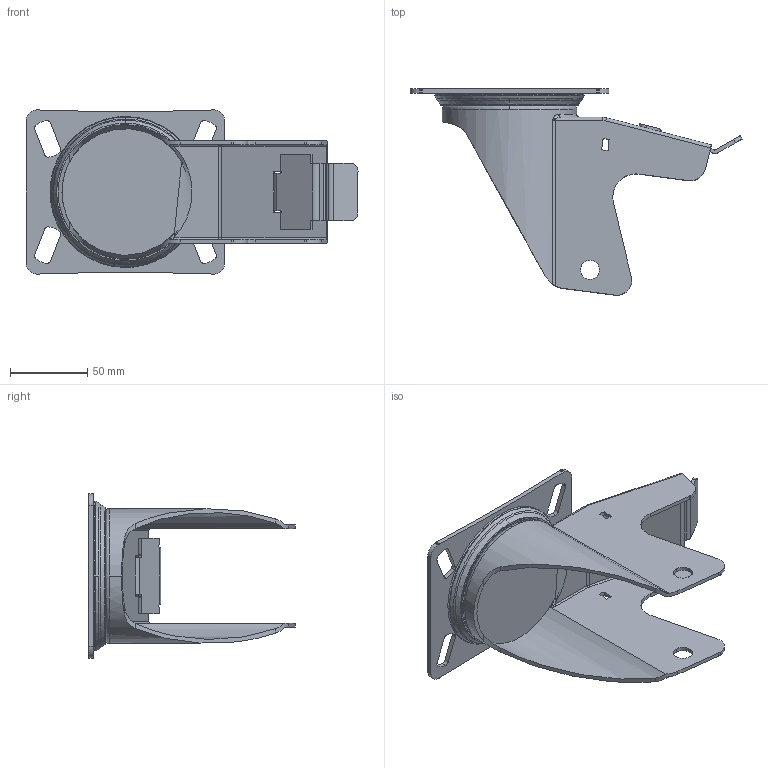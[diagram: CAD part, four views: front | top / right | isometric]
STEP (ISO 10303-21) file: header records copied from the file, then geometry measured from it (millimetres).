
FILE_DESCRIPTION (( 'STEP AP214' ), '1' );
FILE_NAME ('0018843.step', '2023-01-04T10:48:17', ( '' ), ( '' ), 'SwSTEP 2.0', 'SolidWorks 2020', '' );
FILE_SCHEMA (( 'AUTOMOTIVE_DESIGN' ));
Length unit declared in the file: millimetre
Products named in the file (1): 0018843
Bounding box: 214.45 x 133.49 x 106 mm (x, y, z)
Volume: 207082.1 mm3; surface area: 92216.9 mm2
Topology: 2 solids, 3 shells, 222 faces, 616 edges, 400 vertices
Faces by surface type: cylinder 100, plane 77, bspline 39, cone 6
Entity records: 8859 total; most frequent: CARTESIAN_POINT 3121, ORIENTED_EDGE 1224, DIRECTION 1169, EDGE_CURVE 612, AXIS2_PLACEMENT_3D 439, VERTEX_POINT 400, LINE 291, VECTOR 291
